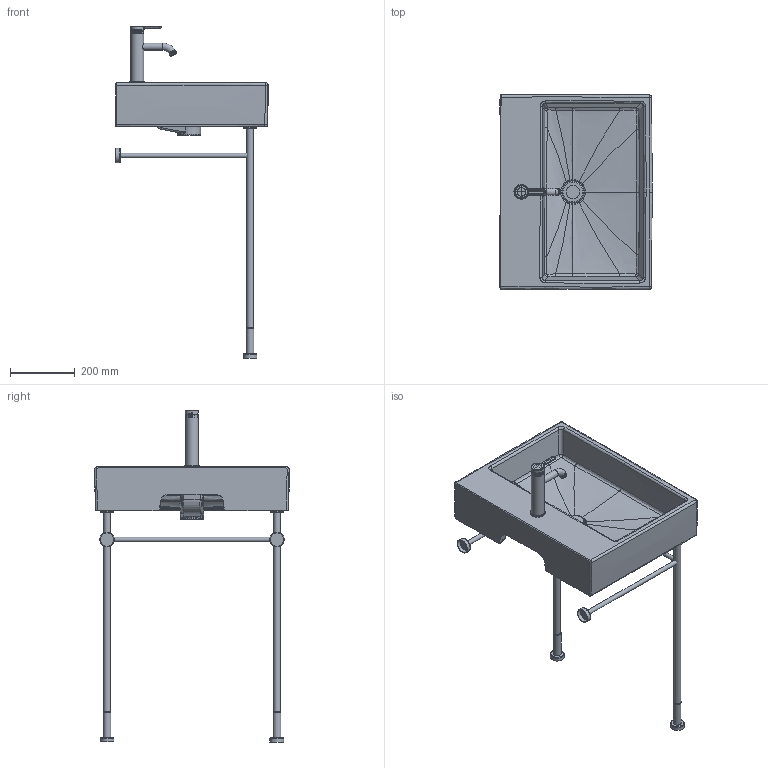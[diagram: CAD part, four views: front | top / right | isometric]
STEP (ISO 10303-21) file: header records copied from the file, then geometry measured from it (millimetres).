
FILE_DESCRIPTION((''),'2;1');
FILE_NAME('235060_003063.stp','2017-07-04T20:53:31',('Administrator'),(''),'Autodesk Inventor 2011','Autodesk Inventor 2011','');
FILE_SCHEMA(('CONFIG_CONTROL_DESIGN'));
Length unit declared in the file: millimetre
Products named in the file (16): 235060_003063; 235060; Kelch_Stopfen VERO AIR Bgr; Armatur C1 WT; 509115_ASM; 615832; 615833; 636748; 615729; 615737; Chromgestell 003063; Rohr stehend 715; Rohr quer 525; Rohr Wand; Rosette Wand
Assembly tree (18 placements, depth 5):
  235060_003063
    235060
      235060
      Kelch_Stopfen VERO AIR Bgr
      Armatur C1 WT
        509115_ASM
          615832
          615833
        636748
        615729
        615737
    Chromgestell 003063
      Rohr stehend 715  x2
      Rohr quer 525
      Rohr Wand  x2
      Rosette Wand  x2
Bounding box: 470.62 x 600.46 x 1025.45 mm (x, y, z)
Volume: 14105731.3 mm3; surface area: 1342660.2 mm2
Topology: 15 solids, 18 shells, 562 faces, 1257 edges, 739 vertices
Faces by surface type: bspline 238, cylinder 118, plane 116, torus 36, sphere 34, cone 20
Full cylindrical faces by diameter (mm): 6 x1, 12 x2, 14 x3, 15 x2, 16 x1, 16.5 x2, 17.3 x1, 17.55 x1, 18.5 x2, 18.75 x1, 21 x2, 22 x2, 24 x2, 25 x1, 27.189 x1, 30.452 x1, 34 x1, 34.5 x1, 35 x1, 35.4 x1, 35.5 x1, 36.324 x1, 36.9 x4, 37.3 x1, 37.6 x1, 40 x2, 41 x4, 42.5 x1, 42.668 x1, 43 x2
Entity records: 46951 total; most frequent: CARTESIAN_POINT 35585, ORIENTED_EDGE 2216, DIRECTION 1895, EDGE_CURVE 1108, AXIS2_PLACEMENT_3D 851, VERTEX_POINT 690, EDGE_LOOP 656, FACE_OUTER_BOUND 542
